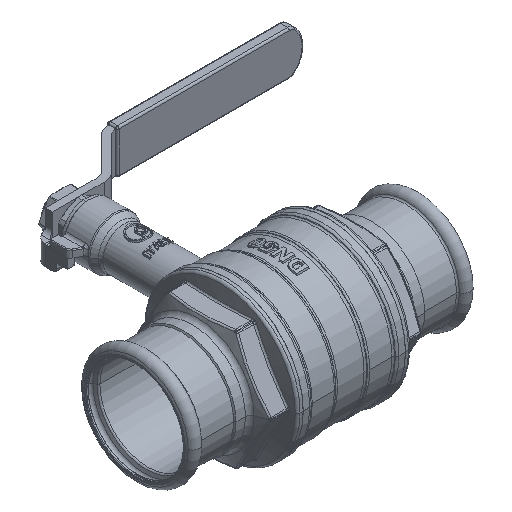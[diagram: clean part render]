
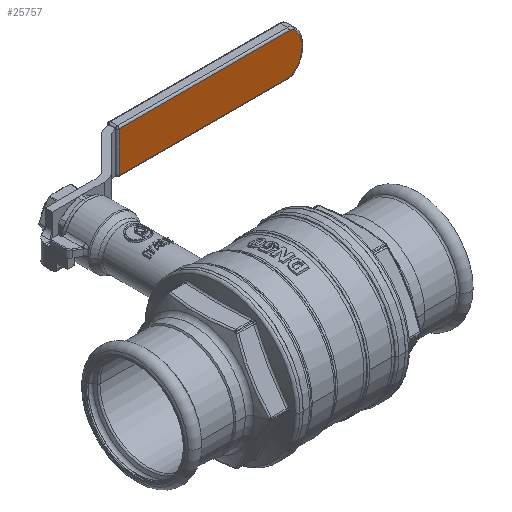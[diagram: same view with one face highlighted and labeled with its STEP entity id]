
A CAD part, isometric view. The second image highlights one B-rep face of the part: STEP entity #25757.
In plain terms, the highlighted planar face has unit normal (0, -1, 0).
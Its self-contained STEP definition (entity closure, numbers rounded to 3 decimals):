
#25364=DIRECTION('',(0.,0.,1.));
#25365=VECTOR('',#25364,23.);
#25366=CARTESIAN_POINT('',(-1.,-3.,-11.5));
#25367=LINE('',#25366,#25365);
#25368=DIRECTION('',(1.,0.,0.));
#25369=VECTOR('',#25368,96.614);
#25370=CARTESIAN_POINT('',(-97.614,-3.,-11.5));
#25371=LINE('',#25370,#25369);
#25372=CARTESIAN_POINT('',(-97.614,-3.,-7.5));
#25373=DIRECTION('',(0.,-1.,0.));
#25374=DIRECTION('',(-0.661,0.,-0.75));
#25375=AXIS2_PLACEMENT_3D('',#25372,#25373,#25374);
#25377=CARTESIAN_POINT('',(-91.,-3.,0.));
#25378=DIRECTION('',(0.,-1.,0.));
#25379=DIRECTION('',(-0.661,0.,0.75));
#25380=AXIS2_PLACEMENT_3D('',#25377,#25378,#25379);
#25382=CARTESIAN_POINT('',(-97.614,-3.,7.5));
#25383=DIRECTION('',(0.,-1.,0.));
#25384=DIRECTION('',(0.,0.,1.));
#25385=AXIS2_PLACEMENT_3D('',#25382,#25383,#25384);
#25387=DIRECTION('',(-1.,0.,0.));
#25388=VECTOR('',#25387,96.614);
#25389=CARTESIAN_POINT('',(-1.,-3.,11.5));
#25390=LINE('',#25389,#25388);
#25698=CARTESIAN_POINT('',(-100.26,-3.,
-10.5));
#25699=CARTESIAN_POINT('',(-97.614,-3.,
-11.5));
#25700=VERTEX_POINT('',#25698);
#25701=VERTEX_POINT('',#25699);
#25706=CARTESIAN_POINT('',(-100.26,-3.,10.5));
#25707=VERTEX_POINT('',#25706);
#25710=CARTESIAN_POINT('',(-97.614,-3.,
11.5));
#25711=VERTEX_POINT('',#25710);
#25715=CARTESIAN_POINT('',(-1.,-3.,-11.5));
#25717=VERTEX_POINT('',#25715);
#25724=CARTESIAN_POINT('',(-1.,-3.,11.5));
#25726=VERTEX_POINT('',#25724);
#25738=CARTESIAN_POINT('',(0.,-3.,0.));
#25739=DIRECTION('',(0.,1.,0.));
#25740=DIRECTION('',(1.,0.,0.));
#25741=AXIS2_PLACEMENT_3D('',#25738,#25739,#25740);
#25742=PLANE('',#25741);
#25744=ORIENTED_EDGE('',*,*,#25743,.F.);
#25746=ORIENTED_EDGE('',*,*,#25745,.F.);
#25748=ORIENTED_EDGE('',*,*,#25747,.F.);
#25750=ORIENTED_EDGE('',*,*,#25749,.F.);
#25752=ORIENTED_EDGE('',*,*,#25751,.F.);
#25754=ORIENTED_EDGE('',*,*,#25753,.F.);
#25755=EDGE_LOOP('',(#25744,#25746,#25748,#25750,#25752,#25754));
#25756=FACE_OUTER_BOUND('',#25755,.F.);
#25757=ADVANCED_FACE('',(#25756),#25742,.F.);
#25376=CIRCLE('',#25375,4.);
#25381=CIRCLE('',#25380,14.);
#25386=CIRCLE('',#25385,4.);
#25743=EDGE_CURVE('',#25717,#25726,#25367,.T.);
#25745=EDGE_CURVE('',#25701,#25717,#25371,.T.);
#25747=EDGE_CURVE('',#25700,#25701,#25376,.T.);
#25749=EDGE_CURVE('',#25707,#25700,#25381,.T.);
#25751=EDGE_CURVE('',#25711,#25707,#25386,.T.);
#25753=EDGE_CURVE('',#25726,#25711,#25390,.T.);
